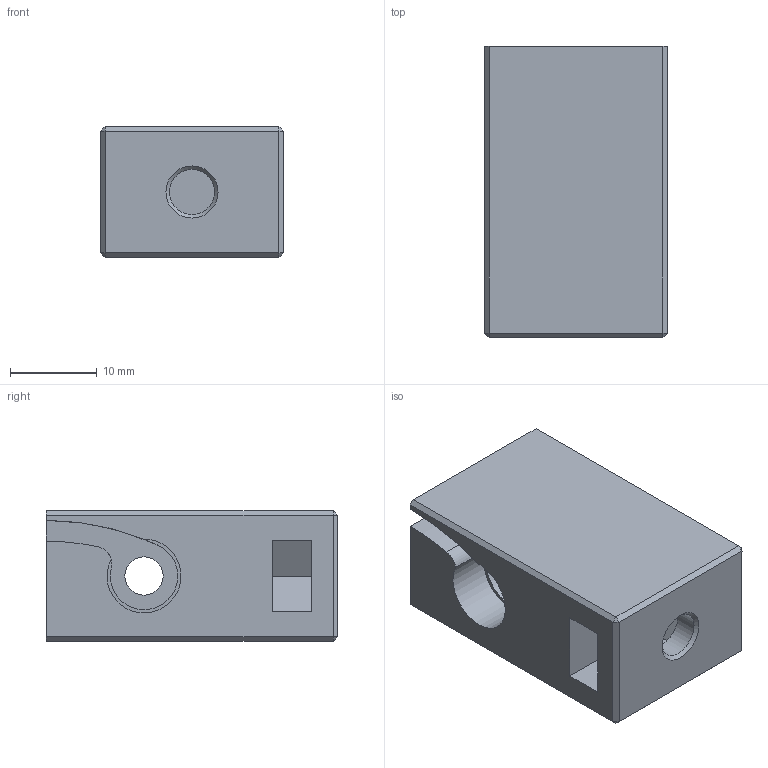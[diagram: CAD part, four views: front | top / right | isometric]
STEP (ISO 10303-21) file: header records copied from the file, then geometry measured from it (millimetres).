
FILE_DESCRIPTION(/* description */ ('CAx-IF Rec.Pracs.---Representation and Presentation of Product Manufacturing Information (PMI)---4.0---2014-10-13','CAx-IF Rec.Pracs.---3D Tessellated Geometry---0.4---2014-09-14','2;1'),/* implementation_level */ '2;1');
FILE_NAME(/* name */ 'V07-01-04-03-01 - Belt tensioner slider (0.5XY)',/* time_stamp */ '2022-03-25T17:07:26+03:00',/* author */ (''),/* organization */ (''),/* preprocessor_version */ 'ST-DEVELOPER v16.7',/* originating_system */ 'SIEMENS PLM Software NX 1911',/* authorisation */ $);
FILE_SCHEMA (('AP242_MANAGED_MODEL_BASED_3D_ENGINEERING_MIM_LF { 1 0 10303 442 1 1 4 }'));
Length unit declared in the file: millimetre
Products named in the file (1): V07-01-04-03-01 - Belt tensioner slider (0.5XY)
Bounding box: 21 x 33.5 x 15 mm (x, y, z)
Volume: 8389.5 mm3; surface area: 4223.6 mm2
Topology: 1 solids, 1 shells, 42 faces, 99 edges, 63 vertices
Faces by surface type: plane 29, cylinder 10, cone 3
Full cylindrical faces by diameter (mm): 2.7 x2, 4.4 x1, 5.2 x2
Entity records: 1167 total; most frequent: DIRECTION 203, CARTESIAN_POINT 192, ORIENTED_EDGE 180, EDGE_CURVE 90, AXIS2_PLACEMENT_3D 70, LINE 63, VECTOR 63, VERTEX_POINT 59
